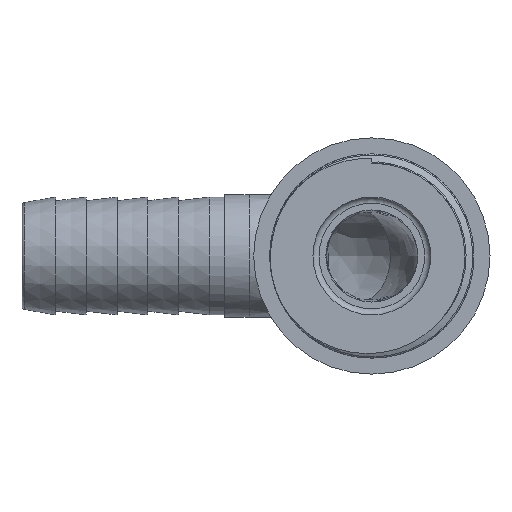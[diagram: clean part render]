
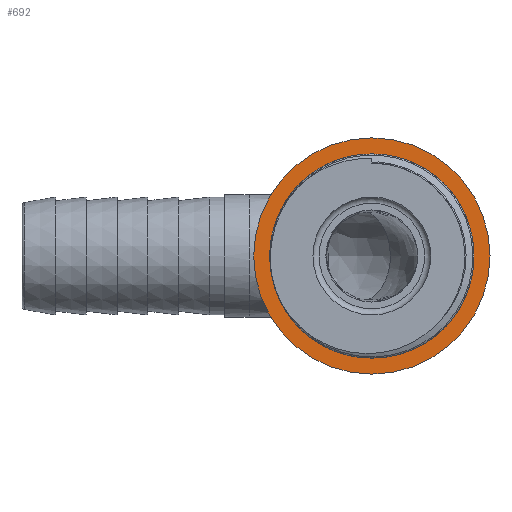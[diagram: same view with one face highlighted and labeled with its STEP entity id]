
A CAD part, front view. The second image highlights one B-rep face of the part: STEP entity #692.
In plain terms, the highlighted planar face has unit normal (0, -1, 0).
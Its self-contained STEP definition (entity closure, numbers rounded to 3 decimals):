
#10 = AXIS2_PLACEMENT_3D ( 'NONE', #600, #609, #610 ) ;
#27 = ORIENTED_EDGE ( 'NONE', *, *, #727, .T. ) ;
#34 = CIRCLE ( 'NONE', #44, 15.145 ) ;
#44 = AXIS2_PLACEMENT_3D ( 'NONE', #3700, #3701, #3702 ) ;
#54 = AXIS2_PLACEMENT_3D ( 'NONE', #292, #293, #294 ) ;
#71 = CIRCLE ( 'NONE', #54, 19.25 ) ;
#292 = CARTESIAN_POINT ( 'NONE',  ( 57., -36.5, 0. ) ) ;
#293 = DIRECTION ( 'NONE',  ( 0., 1., 0. ) ) ;
#294 = DIRECTION ( 'NONE',  ( -1., 0., 0. ) ) ;
#600 = CARTESIAN_POINT ( 'NONE',  ( 72.145, -36.5, 0. ) ) ;
#605 = FACE_OUTER_BOUND ( 'NONE', #3409, .T. ) ;
#606 = FACE_BOUND ( 'NONE', #805, .T. ) ;
#607 = PLANE ( 'NONE',  #10 ) ;
#609 = DIRECTION ( 'NONE',  ( 0., 1., 0. ) ) ;
#610 = DIRECTION ( 'NONE',  ( -1., 0., 0. ) ) ;
#692 = ADVANCED_FACE ( 'NONE', ( #605, #606 ), #607, .F. ) ;
#727 = EDGE_CURVE ( 'NONE', #3828, #3827, #34, .T. ) ;
#739 = EDGE_CURVE ( 'NONE', #2478, #2478, #71, .T. ) ;
#750 = EDGE_CURVE ( 'NONE', #3836, #3828, #760, .T. ) ;
#760 = B_SPLINE_CURVE_WITH_KNOTS ( 'NONE', 3,
 ( #1382, #1381, #1387, #1388 ),
 .UNSPECIFIED., .F., .F.,
 ( 4, 4 ),
 ( 0., 0.003 ),
 .UNSPECIFIED. ) ;
#805 = EDGE_LOOP ( 'NONE', ( #27, #3850, #3856 ) ) ;
#1381 = CARTESIAN_POINT ( 'NONE',  ( 66.941, -36.5, 11.481 ) ) ;
#1382 = CARTESIAN_POINT ( 'NONE',  ( 66.177, -36.5, 12.072 ) ) ;
#1387 = CARTESIAN_POINT ( 'NONE',  ( 67.648, -36.5, 10.82 ) ) ;
#1388 = CARTESIAN_POINT ( 'NONE',  ( 68.288, -36.5, 10.097 ) ) ;
#1419 = LINE ( 'NONE', #1427, #3824 ) ;
#1427 = CARTESIAN_POINT ( 'NONE',  ( 62.547, -36.5, 7.296 ) ) ;
#1434 = DIRECTION ( 'NONE',  ( 0.605, 0., 0.796 ) ) ;
#1449 = CARTESIAN_POINT ( 'NONE',  ( 66.165, -36.5, 12.057 ) ) ;
#1619 = EDGE_CURVE ( 'NONE', #3827, #3836, #1419, .T. ) ;
#2449 = CARTESIAN_POINT ( 'NONE',  ( 68.288, -36.5, 10.097 ) ) ;
#2457 = CARTESIAN_POINT ( 'NONE',  ( 66.177, -36.5, 12.072 ) ) ;
#2478 = VERTEX_POINT ( 'NONE', #2481 ) ;
#2481 = CARTESIAN_POINT ( 'NONE',  ( 37.75, -36.5, 0. ) ) ;
#3409 = EDGE_LOOP ( 'NONE', ( #4154 ) ) ;
#3700 = CARTESIAN_POINT ( 'NONE',  ( 57., -36.5, 0. ) ) ;
#3701 = DIRECTION ( 'NONE',  ( 0., 1., 0. ) ) ;
#3702 = DIRECTION ( 'NONE',  ( -1., 0., 0. ) ) ;
#3824 = VECTOR ( 'NONE', #1434, 1000. ) ;
#3827 = VERTEX_POINT ( 'NONE', #1449 ) ;
#3828 = VERTEX_POINT ( 'NONE', #2449 ) ;
#3836 = VERTEX_POINT ( 'NONE', #2457 ) ;
#3850 = ORIENTED_EDGE ( 'NONE', *, *, #1619, .T. ) ;
#3856 = ORIENTED_EDGE ( 'NONE', *, *, #750, .T. ) ;
#4154 = ORIENTED_EDGE ( 'NONE', *, *, #739, .F. ) ;
